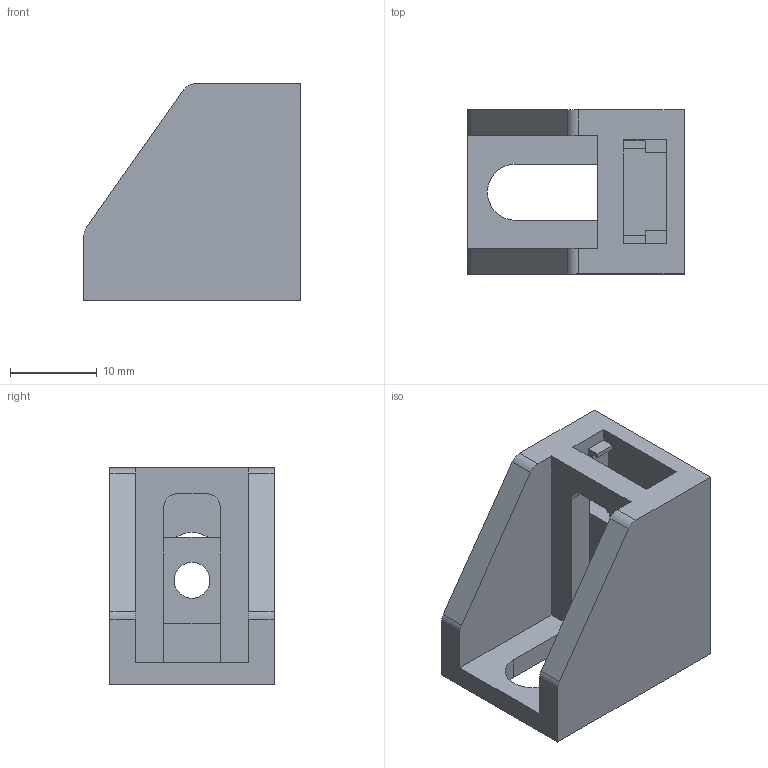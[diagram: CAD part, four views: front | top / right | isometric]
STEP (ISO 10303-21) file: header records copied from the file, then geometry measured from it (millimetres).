
FILE_DESCRIPTION((''),'2;1');
FILE_NAME('623031.ipt.stp','2010-09-05T12:23:03',(''),(''),'Autodesk Inventor 2010','Autodesk Inventor 2010','');
FILE_SCHEMA(('AUTOMOTIVE_DESIGN { 1 0 10303 214 1 1 1 1 }'));
Length unit declared in the file: millimetre
Products named in the file (1): 623031
Bounding box: 25 x 19 x 25 mm (x, y, z)
Volume: 5184.3 mm3; surface area: 4262.2 mm2
Topology: 2 solids, 2 shells, 50 faces, 146 edges, 97 vertices
Faces by surface type: plane 40, cylinder 9, bspline 1
Entity records: 1750 total; most frequent: CARTESIAN_POINT 308, ORIENTED_EDGE 288, DIRECTION 264, EDGE_CURVE 144, VECTOR 124, LINE 124, VERTEX_POINT 96, AXIS2_PLACEMENT_3D 70
